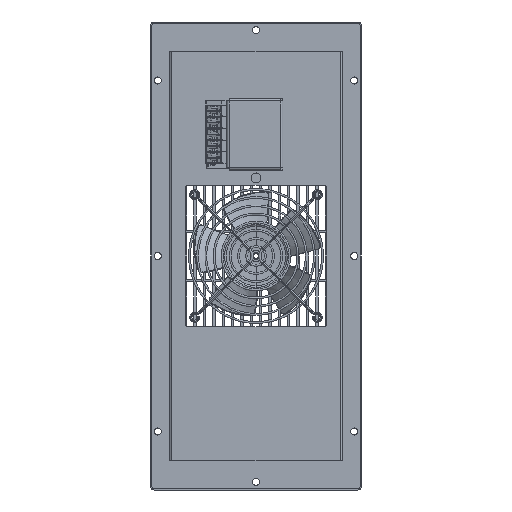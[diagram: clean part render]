
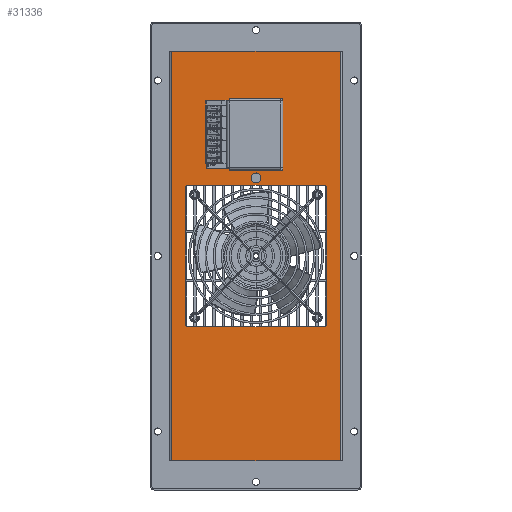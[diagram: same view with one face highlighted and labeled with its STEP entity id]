
A CAD part, front view. The second image highlights one B-rep face of the part: STEP entity #31336.
In plain terms, the highlighted face is planar.
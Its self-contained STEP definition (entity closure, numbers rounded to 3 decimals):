
#29317=DIRECTION('',(0.,0.,1.));
#29318=VECTOR('',#29317,350.);
#29319=CARTESIAN_POINT('',(-72.,0.,-175.));
#29320=LINE('',#29319,#29318);
#29616=DIRECTION('',(1.,0.,0.));
#29617=VECTOR('',#29616,144.);
#29618=CARTESIAN_POINT('',(-72.,0.,-175.));
#29619=LINE('',#29618,#29617);
#29623=DIRECTION('',(0.,0.,1.));
#29624=VECTOR('',#29623,2.5);
#29625=CARTESIAN_POINT('',(-23.,0.,132.5));
#29626=LINE('',#29625,#29624);
#29630=DIRECTION('',(1.,0.,0.));
#29631=VECTOR('',#29630,35.);
#29632=CARTESIAN_POINT('',(-23.,0.,135.));
#29633=LINE('',#29632,#29631);
#29637=DIRECTION('',(0.,0.,-1.));
#29638=VECTOR('',#29637,62.);
#29639=CARTESIAN_POINT('',(12.,0.,135.));
#29640=LINE('',#29639,#29638);
#29644=DIRECTION('',(-1.,0.,0.));
#29645=VECTOR('',#29644,35.);
#29646=CARTESIAN_POINT('',(12.,0.,73.));
#29647=LINE('',#29646,#29645);
#29651=DIRECTION('',(0.,0.,1.));
#29652=VECTOR('',#29651,2.5);
#29653=CARTESIAN_POINT('',(-23.,0.,73.));
#29654=LINE('',#29653,#29652);
#29658=CARTESIAN_POINT('',(0.,0.,66.75));
#29659=DIRECTION('',(0.,1.,0.));
#29660=DIRECTION('',(-1.,0.,0.));
#29661=AXIS2_PLACEMENT_3D('',#29658,#29659,#29660);
#29666=CARTESIAN_POINT('',(0.,0.,66.75));
#29667=DIRECTION('',(0.,1.,0.));
#29668=DIRECTION('',(1.,0.,0.));
#29669=AXIS2_PLACEMENT_3D('',#29666,#29667,#29668);
#29674=DIRECTION('',(0.,0.,-1.));
#29675=VECTOR('',#29674,115.);
#29676=CARTESIAN_POINT('',(60.5,0.,57.5));
#29677=LINE('',#29676,#29675);
#29681=CARTESIAN_POINT('',(57.5,0.,-57.5));
#29682=DIRECTION('',(0.,1.,0.));
#29683=DIRECTION('',(1.,0.,0.));
#29684=AXIS2_PLACEMENT_3D('',#29681,#29682,#29683);
#29689=DIRECTION('',(-1.,0.,0.));
#29690=VECTOR('',#29689,115.);
#29691=CARTESIAN_POINT('',(57.5,0.,-60.5));
#29692=LINE('',#29691,#29690);
#29696=CARTESIAN_POINT('',(-57.5,0.,-57.5));
#29697=DIRECTION('',(0.,1.,0.));
#29698=DIRECTION('',(0.,0.,-1.));
#29699=AXIS2_PLACEMENT_3D('',#29696,#29697,#29698);
#29704=DIRECTION('',(0.,0.,1.));
#29705=VECTOR('',#29704,115.);
#29706=CARTESIAN_POINT('',(-60.5,0.,-57.5));
#29707=LINE('',#29706,#29705);
#29711=CARTESIAN_POINT('',(-57.5,0.,57.5));
#29712=DIRECTION('',(0.,1.,0.));
#29713=DIRECTION('',(-1.,0.,0.));
#29714=AXIS2_PLACEMENT_3D('',#29711,#29712,#29713);
#29719=DIRECTION('',(1.,0.,0.));
#29720=VECTOR('',#29719,115.);
#29721=CARTESIAN_POINT('',(-57.5,0.,60.5));
#29722=LINE('',#29721,#29720);
#29726=CARTESIAN_POINT('',(57.5,0.,57.5));
#29727=DIRECTION('',(0.,1.,0.));
#29728=DIRECTION('',(0.,0.,1.));
#29729=AXIS2_PLACEMENT_3D('',#29726,#29727,#29728);
#29734=CARTESIAN_POINT('',(27.,0.,124.));
#29735=DIRECTION('',(0.,1.,0.));
#29736=DIRECTION('',(1.,0.,0.));
#29737=AXIS2_PLACEMENT_3D('',#29734,#29735,#29736);
#29742=CARTESIAN_POINT('',(27.,0.,124.));
#29743=DIRECTION('',(0.,1.,0.));
#29744=DIRECTION('',(-1.,0.,0.));
#29745=AXIS2_PLACEMENT_3D('',#29742,#29743,#29744);
#29750=CARTESIAN_POINT('',(27.,0.,114.));
#29751=DIRECTION('',(0.,1.,0.));
#29752=DIRECTION('',(-1.,0.,0.));
#29753=AXIS2_PLACEMENT_3D('',#29750,#29751,#29752);
#29758=CARTESIAN_POINT('',(27.,0.,114.));
#29759=DIRECTION('',(0.,1.,0.));
#29760=DIRECTION('',(1.,0.,0.));
#29761=AXIS2_PLACEMENT_3D('',#29758,#29759,#29760);
#29766=CARTESIAN_POINT('',(27.,0.,104.));
#29767=DIRECTION('',(0.,1.,0.));
#29768=DIRECTION('',(-1.,0.,0.));
#29769=AXIS2_PLACEMENT_3D('',#29766,#29767,#29768);
#29774=CARTESIAN_POINT('',(27.,0.,104.));
#29775=DIRECTION('',(0.,1.,0.));
#29776=DIRECTION('',(1.,0.,0.));
#29777=AXIS2_PLACEMENT_3D('',#29774,#29775,#29776);
#29782=CARTESIAN_POINT('',(27.,0.,94.));
#29783=DIRECTION('',(0.,1.,0.));
#29784=DIRECTION('',(-1.,0.,0.));
#29785=AXIS2_PLACEMENT_3D('',#29782,#29783,#29784);
#29790=CARTESIAN_POINT('',(27.,0.,94.));
#29791=DIRECTION('',(0.,1.,0.));
#29792=DIRECTION('',(1.,0.,0.));
#29793=AXIS2_PLACEMENT_3D('',#29790,#29791,#29792);
#29798=CARTESIAN_POINT('',(27.,0.,84.));
#29799=DIRECTION('',(0.,1.,0.));
#29800=DIRECTION('',(-1.,0.,0.));
#29801=AXIS2_PLACEMENT_3D('',#29798,#29799,#29800);
#29806=CARTESIAN_POINT('',(27.,0.,84.));
#29807=DIRECTION('',(0.,1.,0.));
#29808=DIRECTION('',(1.,0.,0.));
#29809=AXIS2_PLACEMENT_3D('',#29806,#29807,#29808);
#29814=DIRECTION('',(0.,0.,-1.));
#29815=VECTOR('',#29814,350.);
#29816=CARTESIAN_POINT('',(72.,0.,175.));
#29817=LINE('',#29816,#29815);
#30135=DIRECTION('',(1.,0.,0.));
#30136=VECTOR('',#30135,144.);
#30137=CARTESIAN_POINT('',(-72.,0.,175.));
#30138=LINE('',#30137,#30136);
#30373=DIRECTION('',(0.,0.,-1.));
#30374=VECTOR('',#30373,57.);
#30375=CARTESIAN_POINT('',(-23.,0.,132.5));
#30376=LINE('',#30375,#30374);
#30752=CARTESIAN_POINT('',(-72.,0.,175.));
#30753=VERTEX_POINT('',#30752);
#30756=CARTESIAN_POINT('',(-72.,0.,-175.));
#30757=VERTEX_POINT('',#30756);
#30816=CARTESIAN_POINT('',(72.,0.,-175.));
#30817=VERTEX_POINT('',#30816);
#30818=CARTESIAN_POINT('',(72.,0.,175.));
#30819=VERTEX_POINT('',#30818);
#30820=CARTESIAN_POINT('',(-23.,0.,132.5));
#30821=CARTESIAN_POINT('',(-23.,0.,135.));
#30822=VERTEX_POINT('',#30820);
#30823=VERTEX_POINT('',#30821);
#30824=CARTESIAN_POINT('',(12.,0.,135.));
#30825=VERTEX_POINT('',#30824);
#30826=CARTESIAN_POINT('',(12.,0.,73.));
#30827=VERTEX_POINT('',#30826);
#30828=CARTESIAN_POINT('',(-23.,0.,73.));
#30829=VERTEX_POINT('',#30828);
#30830=CARTESIAN_POINT('',(-23.,0.,75.5));
#30831=VERTEX_POINT('',#30830);
#30832=CARTESIAN_POINT('',(-4.2,0.,66.75));
#30833=CARTESIAN_POINT('',(4.2,0.,66.75));
#30834=VERTEX_POINT('',#30832);
#30835=VERTEX_POINT('',#30833);
#30836=CARTESIAN_POINT('',(60.5,0.,57.5));
#30837=CARTESIAN_POINT('',(60.5,0.,-57.5));
#30838=VERTEX_POINT('',#30836);
#30839=VERTEX_POINT('',#30837);
#30840=CARTESIAN_POINT('',(57.5,0.,-60.5));
#30841=VERTEX_POINT('',#30840);
#30842=CARTESIAN_POINT('',(-57.5,0.,-60.5));
#30843=VERTEX_POINT('',#30842);
#30844=CARTESIAN_POINT('',(-60.5,0.,-57.5));
#30845=VERTEX_POINT('',#30844);
#30846=CARTESIAN_POINT('',(-60.5,0.,57.5));
#30847=VERTEX_POINT('',#30846);
#30848=CARTESIAN_POINT('',(-57.5,0.,60.5));
#30849=VERTEX_POINT('',#30848);
#30850=CARTESIAN_POINT('',(57.5,0.,60.5));
#30851=VERTEX_POINT('',#30850);
#30852=CARTESIAN_POINT('',(28.75,0.,124.));
#30853=CARTESIAN_POINT('',(25.25,0.,124.));
#30854=VERTEX_POINT('',#30852);
#30855=VERTEX_POINT('',#30853);
#30856=CARTESIAN_POINT('',(25.25,0.,114.));
#30857=CARTESIAN_POINT('',(28.75,0.,114.));
#30858=VERTEX_POINT('',#30856);
#30859=VERTEX_POINT('',#30857);
#30860=CARTESIAN_POINT('',(25.25,0.,104.));
#30861=CARTESIAN_POINT('',(28.75,0.,104.));
#30862=VERTEX_POINT('',#30860);
#30863=VERTEX_POINT('',#30861);
#30864=CARTESIAN_POINT('',(25.25,0.,94.));
#30865=CARTESIAN_POINT('',(28.75,0.,94.));
#30866=VERTEX_POINT('',#30864);
#30867=VERTEX_POINT('',#30865);
#30868=CARTESIAN_POINT('',(25.25,0.,84.));
#30869=CARTESIAN_POINT('',(28.75,0.,84.));
#30870=VERTEX_POINT('',#30868);
#30871=VERTEX_POINT('',#30869);
#31255=CARTESIAN_POINT('',(74.,0.,-175.));
#31256=DIRECTION('',(0.,1.,0.));
#31257=DIRECTION('',(-1.,0.,0.));
#31258=AXIS2_PLACEMENT_3D('',#31255,#31256,#31257);
#31259=PLANE('',#31258);
#31260=ORIENTED_EDGE('',*,*,#31246,.T.);
#31262=ORIENTED_EDGE('',*,*,#31261,.F.);
#31264=ORIENTED_EDGE('',*,*,#31263,.F.);
#31265=ORIENTED_EDGE('',*,*,#31050,.F.);
#31266=EDGE_LOOP('',(#31260,#31262,#31264,#31265));
#31267=FACE_OUTER_BOUND('',#31266,.F.);
#31269=ORIENTED_EDGE('',*,*,#31268,.T.);
#31271=ORIENTED_EDGE('',*,*,#31270,.T.);
#31273=ORIENTED_EDGE('',*,*,#31272,.T.);
#31275=ORIENTED_EDGE('',*,*,#31274,.T.);
#31277=ORIENTED_EDGE('',*,*,#31276,.T.);
#31279=ORIENTED_EDGE('',*,*,#31278,.F.);
#31280=EDGE_LOOP('',(#31269,#31271,#31273,#31275,#31277,#31279));
#31281=FACE_BOUND('',#31280,.F.);
#31283=ORIENTED_EDGE('',*,*,#31282,.T.);
#31285=ORIENTED_EDGE('',*,*,#31284,.T.);
#31286=EDGE_LOOP('',(#31283,#31285));
#31287=FACE_BOUND('',#31286,.F.);
#31289=ORIENTED_EDGE('',*,*,#31288,.T.);
#31291=ORIENTED_EDGE('',*,*,#31290,.T.);
#31293=ORIENTED_EDGE('',*,*,#31292,.T.);
#31295=ORIENTED_EDGE('',*,*,#31294,.T.);
#31297=ORIENTED_EDGE('',*,*,#31296,.T.);
#31299=ORIENTED_EDGE('',*,*,#31298,.T.);
#31301=ORIENTED_EDGE('',*,*,#31300,.T.);
#31303=ORIENTED_EDGE('',*,*,#31302,.T.);
#31304=EDGE_LOOP('',(#31289,#31291,#31293,#31295,#31297,#31299,#31301,#31303));
#31305=FACE_BOUND('',#31304,.F.);
#31307=ORIENTED_EDGE('',*,*,#31306,.T.);
#31309=ORIENTED_EDGE('',*,*,#31308,.T.);
#31310=EDGE_LOOP('',(#31307,#31309));
#31311=FACE_BOUND('',#31310,.F.);
#31313=ORIENTED_EDGE('',*,*,#31312,.T.);
#31315=ORIENTED_EDGE('',*,*,#31314,.T.);
#31316=EDGE_LOOP('',(#31313,#31315));
#31317=FACE_BOUND('',#31316,.F.);
#31319=ORIENTED_EDGE('',*,*,#31318,.T.);
#31321=ORIENTED_EDGE('',*,*,#31320,.T.);
#31322=EDGE_LOOP('',(#31319,#31321));
#31323=FACE_BOUND('',#31322,.F.);
#31325=ORIENTED_EDGE('',*,*,#31324,.T.);
#31327=ORIENTED_EDGE('',*,*,#31326,.T.);
#31328=EDGE_LOOP('',(#31325,#31327));
#31329=FACE_BOUND('',#31328,.F.);
#31331=ORIENTED_EDGE('',*,*,#31330,.T.);
#31333=ORIENTED_EDGE('',*,*,#31332,.T.);
#31334=EDGE_LOOP('',(#31331,#31333));
#31335=FACE_BOUND('',#31334,.F.);
#29662=CIRCLE('',#29661,4.2);
#29670=CIRCLE('',#29669,4.2);
#29685=CIRCLE('',#29684,3.);
#29700=CIRCLE('',#29699,3.);
#29715=CIRCLE('',#29714,3.);
#29730=CIRCLE('',#29729,3.);
#29738=CIRCLE('',#29737,1.75);
#29746=CIRCLE('',#29745,1.75);
#29754=CIRCLE('',#29753,1.75);
#29762=CIRCLE('',#29761,1.75);
#29770=CIRCLE('',#29769,1.75);
#29778=CIRCLE('',#29777,1.75);
#29786=CIRCLE('',#29785,1.75);
#29794=CIRCLE('',#29793,1.75);
#29802=CIRCLE('',#29801,1.75);
#29810=CIRCLE('',#29809,1.75);
#31050=EDGE_CURVE('',#30757,#30753,#29320,.T.);
#31246=EDGE_CURVE('',#30757,#30817,#29619,.T.);
#31261=EDGE_CURVE('',#30819,#30817,#29817,.T.);
#31263=EDGE_CURVE('',#30753,#30819,#30138,.T.);
#31268=EDGE_CURVE('',#30822,#30823,#29626,.T.);
#31270=EDGE_CURVE('',#30823,#30825,#29633,.T.);
#31272=EDGE_CURVE('',#30825,#30827,#29640,.T.);
#31274=EDGE_CURVE('',#30827,#30829,#29647,.T.);
#31276=EDGE_CURVE('',#30829,#30831,#29654,.T.);
#31278=EDGE_CURVE('',#30822,#30831,#30376,.T.);
#31282=EDGE_CURVE('',#30834,#30835,#29662,.T.);
#31284=EDGE_CURVE('',#30835,#30834,#29670,.T.);
#31288=EDGE_CURVE('',#30838,#30839,#29677,.T.);
#31290=EDGE_CURVE('',#30839,#30841,#29685,.T.);
#31292=EDGE_CURVE('',#30841,#30843,#29692,.T.);
#31294=EDGE_CURVE('',#30843,#30845,#29700,.T.);
#31296=EDGE_CURVE('',#30845,#30847,#29707,.T.);
#31298=EDGE_CURVE('',#30847,#30849,#29715,.T.);
#31300=EDGE_CURVE('',#30849,#30851,#29722,.T.);
#31302=EDGE_CURVE('',#30851,#30838,#29730,.T.);
#31306=EDGE_CURVE('',#30854,#30855,#29738,.T.);
#31308=EDGE_CURVE('',#30855,#30854,#29746,.T.);
#31312=EDGE_CURVE('',#30858,#30859,#29754,.T.);
#31314=EDGE_CURVE('',#30859,#30858,#29762,.T.);
#31318=EDGE_CURVE('',#30862,#30863,#29770,.T.);
#31320=EDGE_CURVE('',#30863,#30862,#29778,.T.);
#31324=EDGE_CURVE('',#30866,#30867,#29786,.T.);
#31326=EDGE_CURVE('',#30867,#30866,#29794,.T.);
#31330=EDGE_CURVE('',#30870,#30871,#29802,.T.);
#31332=EDGE_CURVE('',#30871,#30870,#29810,.T.);
#31336=ADVANCED_FACE('',(#31267,#31281,#31287,#31305,#31311,#31317,#31323,
#31329,#31335),#31259,.T.);
